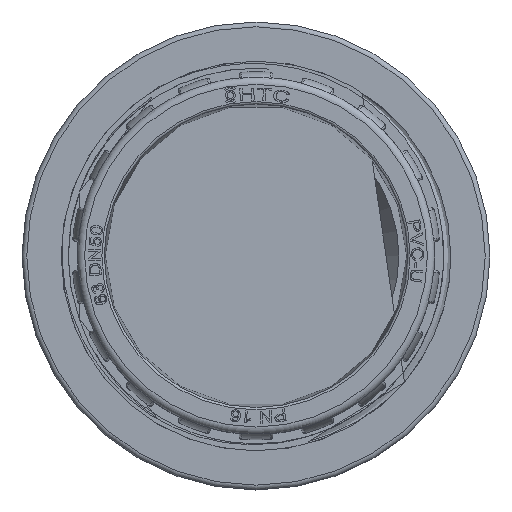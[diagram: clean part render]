
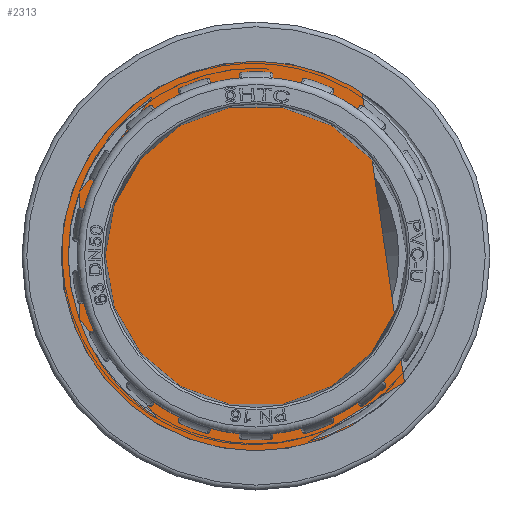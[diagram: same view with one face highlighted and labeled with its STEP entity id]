
A CAD part, top view. The second image highlights one B-rep face of the part: STEP entity #2313.
In plain terms, the highlighted planar face has unit normal (0, 0, 1).
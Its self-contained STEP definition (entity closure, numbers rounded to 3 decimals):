
#927=B_SPLINE_CURVE_WITH_KNOTS('',3,(#27859,#27860,#27861,#27862,#27863,
#27864,#27865,#27866,#27867,#27868,#27869,#27870,#27871,#27872,#27873,#27874,
#27875,#27876),.UNSPECIFIED.,.F.,.F.,(4,2,2,2,2,2,2,2,4),(0.,0.125,0.25,
0.375,0.5,0.625,0.75,0.875,1.),.UNSPECIFIED.);
#928=B_SPLINE_CURVE_WITH_KNOTS('',3,(#27880,#27881,#27882,#27883,#27884,
#27885,#27886,#27887,#27888,#27889,#27890,#27891,#27892,#27893,#27894,#27895,
#27896,#27897),.UNSPECIFIED.,.F.,.F.,(4,2,2,2,2,2,2,2,4),(0.,0.125,0.25,
0.375,0.5,0.625,0.75,0.875,1.),.UNSPECIFIED.);
#2313=ADVANCED_FACE('',(#3610),#3216,.T.);
#3216=PLANE('',#17138);
#3610=FACE_OUTER_BOUND('',#4548,.T.);
#4548=EDGE_LOOP('',(#8096,#8097,#8098,#8099));
#8096=ORIENTED_EDGE('',*,*,#14553,.F.);
#8097=ORIENTED_EDGE('',*,*,#14554,.T.);
#8098=ORIENTED_EDGE('',*,*,#14555,.F.);
#8099=ORIENTED_EDGE('',*,*,#14247,.T.);
#12579=VERTEX_POINT('',#25720);
#12582=VERTEX_POINT('',#26180);
#12846=VERTEX_POINT('',#27877);
#12847=VERTEX_POINT('',#27879);
#14247=EDGE_CURVE('',#12579,#12582,#16480,.T.);
#14553=EDGE_CURVE('',#12846,#12582,#927,.T.);
#14554=EDGE_CURVE('',#12846,#12847,#16614,.T.);
#14555=EDGE_CURVE('',#12579,#12847,#928,.T.);
#16480=CIRCLE('',#16979,39.288);
#16614=CIRCLE('',#17137,40.767);
#16979=AXIS2_PLACEMENT_3D('',#26181,#18191,#18192);
#17137=AXIS2_PLACEMENT_3D('',#27878,#18593,#18594);
#17138=AXIS2_PLACEMENT_3D('',#27898,#18595,#18596);
#18191=DIRECTION('',(0.,0.,-1.));
#18192=DIRECTION('',(1.,0.,0.));
#18593=DIRECTION('',(0.,0.,1.));
#18594=DIRECTION('',(1.,0.,0.));
#18595=DIRECTION('',(0.,0.,1.));
#18596=DIRECTION('',(1.,0.,0.));
#25720=CARTESIAN_POINT('',(453.988,231.823,28.617));
#26180=CARTESIAN_POINT('',(453.988,258.177,28.617));
#26181=CARTESIAN_POINT('',(491.,245.,28.617));
#27859=CARTESIAN_POINT('',(522.064,271.4,28.617));
#27860=CARTESIAN_POINT('',(519.734,274.048,28.617));
#27861=CARTESIAN_POINT('',(517.116,276.341,28.617));
#27862=CARTESIAN_POINT('',(511.32,280.235,28.617));
#27863=CARTESIAN_POINT('',(508.139,281.819,28.617));
#27864=CARTESIAN_POINT('',(501.565,284.088,28.617));
#27865=CARTESIAN_POINT('',(498.077,284.806,28.617));
#27866=CARTESIAN_POINT('',(491.123,285.308,28.617));
#27867=CARTESIAN_POINT('',(487.623,285.108,28.617));
#27868=CARTESIAN_POINT('',(480.716,283.787,28.617));
#27869=CARTESIAN_POINT('',(477.415,282.691,28.617));
#27870=CARTESIAN_POINT('',(471.115,279.639,28.617));
#27871=CARTESIAN_POINT('',(468.162,277.69,28.617));
#27872=CARTESIAN_POINT('',(462.906,273.126,28.617));
#27873=CARTESIAN_POINT('',(460.544,270.452,28.617));
#27874=CARTESIAN_POINT('',(456.669,264.67,28.617));
#27875=CARTESIAN_POINT('',(455.102,261.494,28.617));
#27876=CARTESIAN_POINT('',(453.988,258.177,28.617));
#27877=CARTESIAN_POINT('',(522.064,271.4,28.617));
#27878=CARTESIAN_POINT('',(491.,245.,28.617));
#27879=CARTESIAN_POINT('',(522.064,218.6,28.617));
#27880=CARTESIAN_POINT('',(453.988,231.823,28.617));
#27881=CARTESIAN_POINT('',(455.11,228.481,28.617));
#27882=CARTESIAN_POINT('',(456.68,225.309,28.617));
#27883=CARTESIAN_POINT('',(460.556,219.533,28.617));
#27884=CARTESIAN_POINT('',(462.915,216.864,28.617));
#27885=CARTESIAN_POINT('',(468.18,212.297,28.617));
#27886=CARTESIAN_POINT('',(471.116,210.359,28.617));
#27887=CARTESIAN_POINT('',(477.433,207.301,28.617));
#27888=CARTESIAN_POINT('',(480.735,206.209,28.617));
#27889=CARTESIAN_POINT('',(487.623,204.893,28.617));
#27890=CARTESIAN_POINT('',(491.141,204.692,28.617));
#27891=CARTESIAN_POINT('',(498.088,205.196,28.617));
#27892=CARTESIAN_POINT('',(501.578,205.915,28.617));
#27893=CARTESIAN_POINT('',(508.153,208.187,28.617));
#27894=CARTESIAN_POINT('',(511.327,209.768,28.617));
#27895=CARTESIAN_POINT('',(517.125,213.666,28.617));
#27896=CARTESIAN_POINT('',(519.74,215.959,28.617));
#27897=CARTESIAN_POINT('',(522.064,218.6,28.617));
#27898=CARTESIAN_POINT('',(491.,245.,28.617));
